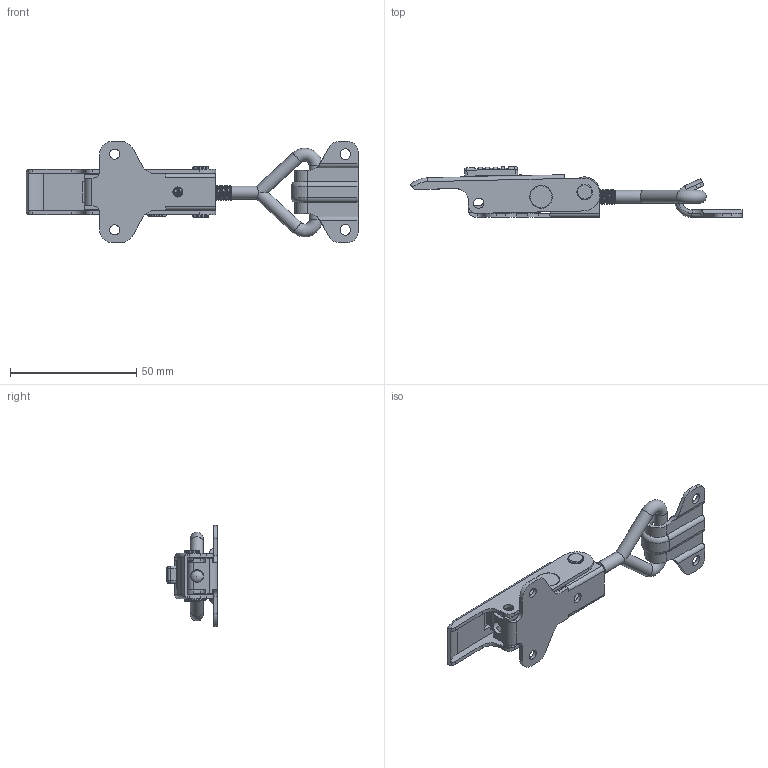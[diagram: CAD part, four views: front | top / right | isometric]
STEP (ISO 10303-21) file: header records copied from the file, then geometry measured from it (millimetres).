
FILE_DESCRIPTION(/* description */ (''),/* implementation_level */ '2;1');
FILE_NAME(/* name */ 'C-M68-B_1.stp',/* time_stamp */ '2024-07-01T15:39:35+09:00',/* author */ ('user'),/* organization */ (''),/* preprocessor_version */ 'ST-DEVELOPER v15.6',/* originating_system */ 'Autodesk Inventor 2015',/* authorisation */ '');
FILE_SCHEMA (('AUTOMOTIVE_DESIGN { 1 0 10303 214 3 1 1 }'));
Length unit declared in the file: millimetre
Products named in the file (8): 본체; 버튼; 본체 (1); 링크핀1; 조인트 핀; 걸고리; 아대 (1); C-M68-B_1
Bounding box: 131.32 x 20.03 x 40 mm (x, y, z)
Volume: 12074.4 mm3; surface area: 16087.3 mm2
Topology: 8 solids, 8 shells, 315 faces, 979 edges, 680 vertices
Faces by surface type: plane 170, cylinder 119, torus 12, sphere 6, bspline 6, cone 2
Full cylindrical faces by diameter (mm): 3.2 x2, 3.4 x1, 4 x7, 4.2 x4, 4.7 x1, 5 x1, 5.1 x4, 6 x1, 6.2 x2, 7.5 x1, 7.7 x1, 9 x2, 9.1 x1
Entity records: 32967 total; most frequent: CARTESIAN_POINT 24237, ORIENTED_EDGE 1830, DIRECTION 1633, EDGE_CURVE 915, VERTEX_POINT 659, AXIS2_PLACEMENT_3D 588, LINE 457, VECTOR 457
